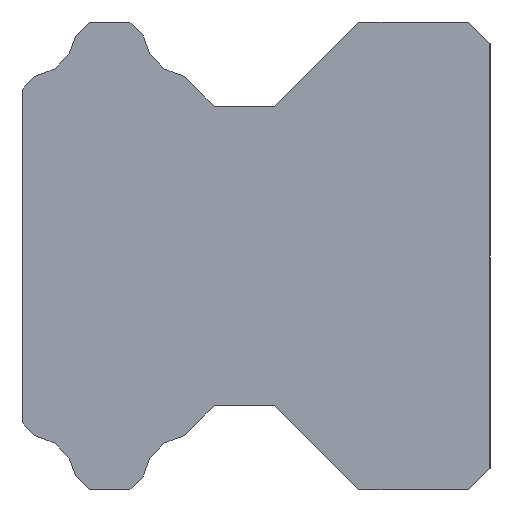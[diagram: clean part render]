
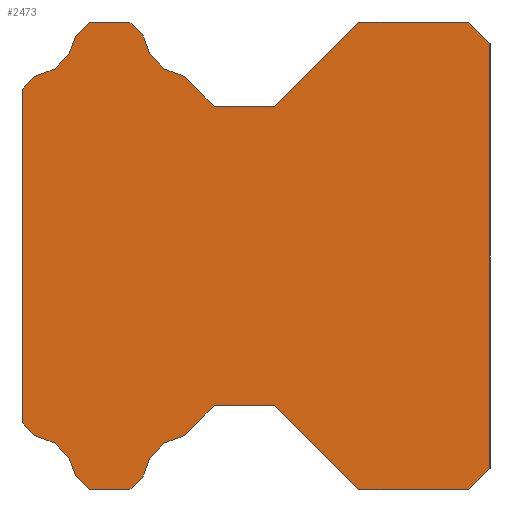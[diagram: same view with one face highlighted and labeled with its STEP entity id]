
A CAD part, left-side view. The second image highlights one B-rep face of the part: STEP entity #2473.
In plain terms, the highlighted planar face has unit normal (-1, 0, 0).
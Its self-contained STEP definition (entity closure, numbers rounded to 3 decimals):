
#20=CIRCLE('',#2641,1.56);
#72=CIRCLE('',#2705,1.56);
#74=CIRCLE('',#2711,1.56);
#126=CIRCLE('',#2767,1.56);
#552=ORIENTED_EDGE('',*,*,#876,.F.);
#553=ORIENTED_EDGE('',*,*,#1046,.T.);
#554=ORIENTED_EDGE('',*,*,#1043,.F.);
#555=ORIENTED_EDGE('',*,*,#1040,.F.);
#556=ORIENTED_EDGE('',*,*,#987,.F.);
#557=ORIENTED_EDGE('',*,*,#984,.T.);
#558=ORIENTED_EDGE('',*,*,#981,.F.);
#559=ORIENTED_EDGE('',*,*,#978,.F.);
#560=ORIENTED_EDGE('',*,*,#975,.F.);
#561=ORIENTED_EDGE('',*,*,#972,.T.);
#562=ORIENTED_EDGE('',*,*,#969,.F.);
#563=ORIENTED_EDGE('',*,*,#966,.F.);
#564=ORIENTED_EDGE('',*,*,#963,.F.);
#565=ORIENTED_EDGE('',*,*,#960,.F.);
#566=ORIENTED_EDGE('',*,*,#957,.F.);
#567=ORIENTED_EDGE('',*,*,#954,.F.);
#568=ORIENTED_EDGE('',*,*,#901,.F.);
#569=ORIENTED_EDGE('',*,*,#898,.F.);
#570=ORIENTED_EDGE('',*,*,#895,.F.);
#571=ORIENTED_EDGE('',*,*,#892,.F.);
#572=ORIENTED_EDGE('',*,*,#889,.F.);
#573=ORIENTED_EDGE('',*,*,#886,.T.);
#574=ORIENTED_EDGE('',*,*,#883,.F.);
#575=ORIENTED_EDGE('',*,*,#880,.F.);
#876=EDGE_CURVE('',#1148,#1149,#1396,.T.);
#880=EDGE_CURVE('',#1149,#1152,#1400,.T.);
#883=EDGE_CURVE('',#1152,#1154,#1403,.T.);
#886=EDGE_CURVE('',#1156,#1154,#20,.T.);
#889=EDGE_CURVE('',#1156,#1158,#1407,.T.);
#892=EDGE_CURVE('',#1158,#1160,#1410,.T.);
#895=EDGE_CURVE('',#1160,#1162,#1413,.T.);
#898=EDGE_CURVE('',#1162,#1164,#1416,.T.);
#901=EDGE_CURVE('',#1164,#1166,#1419,.T.);
#954=EDGE_CURVE('',#1166,#1218,#1422,.T.);
#957=EDGE_CURVE('',#1218,#1220,#1425,.T.);
#960=EDGE_CURVE('',#1220,#1222,#1428,.T.);
#963=EDGE_CURVE('',#1222,#1224,#1431,.T.);
#966=EDGE_CURVE('',#1224,#1226,#1434,.T.);
#969=EDGE_CURVE('',#1226,#1228,#1437,.T.);
#972=EDGE_CURVE('',#1230,#1228,#72,.T.);
#975=EDGE_CURVE('',#1230,#1232,#1441,.T.);
#978=EDGE_CURVE('',#1232,#1234,#1444,.T.);
#981=EDGE_CURVE('',#1234,#1236,#1447,.T.);
#984=EDGE_CURVE('',#1238,#1236,#74,.T.);
#987=EDGE_CURVE('',#1238,#1240,#1451,.T.);
#1040=EDGE_CURVE('',#1240,#1292,#1454,.T.);
#1043=EDGE_CURVE('',#1292,#1294,#1457,.T.);
#1046=EDGE_CURVE('',#1148,#1294,#126,.T.);
#1148=VERTEX_POINT('',#3858);
#1149=VERTEX_POINT('',#3859);
#1152=VERTEX_POINT('',#3867);
#1154=VERTEX_POINT('',#3873);
#1156=VERTEX_POINT('',#3879);
#1158=VERTEX_POINT('',#3885);
#1160=VERTEX_POINT('',#3891);
#1162=VERTEX_POINT('',#3897);
#1164=VERTEX_POINT('',#3903);
#1166=VERTEX_POINT('',#3909);
#1218=VERTEX_POINT('',#4015);
#1220=VERTEX_POINT('',#4021);
#1222=VERTEX_POINT('',#4027);
#1224=VERTEX_POINT('',#4033);
#1226=VERTEX_POINT('',#4039);
#1228=VERTEX_POINT('',#4045);
#1230=VERTEX_POINT('',#4051);
#1232=VERTEX_POINT('',#4057);
#1234=VERTEX_POINT('',#4063);
#1236=VERTEX_POINT('',#4069);
#1238=VERTEX_POINT('',#4075);
#1240=VERTEX_POINT('',#4081);
#1292=VERTEX_POINT('',#4187);
#1294=VERTEX_POINT('',#4193);
#1396=LINE('',#3857,#1460);
#1400=LINE('',#3866,#1464);
#1403=LINE('',#3872,#1467);
#1407=LINE('',#3884,#1471);
#1410=LINE('',#3890,#1474);
#1413=LINE('',#3896,#1477);
#1416=LINE('',#3902,#1480);
#1419=LINE('',#3908,#1483);
#1422=LINE('',#4014,#1486);
#1425=LINE('',#4020,#1489);
#1428=LINE('',#4026,#1492);
#1431=LINE('',#4032,#1495);
#1434=LINE('',#4038,#1498);
#1437=LINE('',#4044,#1501);
#1441=LINE('',#4056,#1505);
#1444=LINE('',#4062,#1508);
#1447=LINE('',#4068,#1511);
#1451=LINE('',#4080,#1515);
#1454=LINE('',#4186,#1518);
#1457=LINE('',#4192,#1521);
#1460=VECTOR('',#3025,1000.);
#1464=VECTOR('',#3031,1000.);
#1467=VECTOR('',#3036,1000.);
#1471=VECTOR('',#3048,1000.);
#1474=VECTOR('',#3053,1000.);
#1477=VECTOR('',#3058,1000.);
#1480=VECTOR('',#3063,1000.);
#1483=VECTOR('',#3068,1000.);
#1486=VECTOR('',#3173,1000.);
#1489=VECTOR('',#3178,1000.);
#1492=VECTOR('',#3183,1000.);
#1495=VECTOR('',#3188,1000.);
#1498=VECTOR('',#3193,1000.);
#1501=VECTOR('',#3198,1000.);
#1505=VECTOR('',#3210,1000.);
#1508=VECTOR('',#3215,1000.);
#1511=VECTOR('',#3220,1000.);
#1515=VECTOR('',#3232,1000.);
#1518=VECTOR('',#3337,1000.);
#1521=VECTOR('',#3342,1000.);
#1649=EDGE_LOOP('',(#552,#553,#554,#555,#556,#557,#558,#559,#560,#561,#562,
#563,#564,#565,#566,#567,#568,#569,#570,#571,#572,#573,#574,#575));
#2075=FACE_BOUND('',#1649,.T.);
#2397=PLANE('',#2770);
#2473=ADVANCED_FACE('',(#2075),#2397,.F.);
#2641=AXIS2_PLACEMENT_3D('',#3878,#3041,#3042);
#2705=AXIS2_PLACEMENT_3D('',#4050,#3203,#3204);
#2711=AXIS2_PLACEMENT_3D('',#4074,#3225,#3226);
#2767=AXIS2_PLACEMENT_3D('',#4198,#3347,#3348);
#2770=AXIS2_PLACEMENT_3D('',#4201,#3353,#3354);
#3025=DIRECTION('',(0.,-0.707,0.707));
#3031=DIRECTION('',(0.,-1.,0.));
#3036=DIRECTION('',(0.,-0.707,-0.707));
#3041=DIRECTION('',(1.,0.,0.));
#3042=DIRECTION('',(0.,0.,-1.));
#3048=DIRECTION('',(0.,-0.707,-0.707));
#3053=DIRECTION('',(0.,-1.,0.));
#3058=DIRECTION('',(0.,-0.707,0.707));
#3063=DIRECTION('',(0.,-1.,0.));
#3068=DIRECTION('',(0.,-0.707,-0.707));
#3173=DIRECTION('',(0.,0.,-1.));
#3178=DIRECTION('',(0.,0.707,-0.707));
#3183=DIRECTION('',(0.,1.,0.));
#3188=DIRECTION('',(0.,0.707,0.707));
#3193=DIRECTION('',(0.,1.,0.));
#3198=DIRECTION('',(0.,0.707,-0.707));
#3203=DIRECTION('',(1.,0.,0.));
#3204=DIRECTION('',(0.,0.,-1.));
#3210=DIRECTION('',(0.,0.707,-0.707));
#3215=DIRECTION('',(0.,1.,0.));
#3220=DIRECTION('',(0.,0.707,0.707));
#3225=DIRECTION('',(1.,0.,0.));
#3226=DIRECTION('',(0.,0.,-1.));
#3232=DIRECTION('',(0.,0.707,0.707));
#3337=DIRECTION('',(0.,0.,1.));
#3342=DIRECTION('',(0.,-0.707,0.707));
#3347=DIRECTION('',(1.,0.,0.));
#3348=DIRECTION('',(0.,0.,-1.));
#3353=DIRECTION('',(1.,0.,0.));
#3354=DIRECTION('',(0.,0.,-1.));
#3857=CARTESIAN_POINT('',(-30.,13.268,7.082));
#3858=CARTESIAN_POINT('',(-30.,13.268,7.082));
#3859=CARTESIAN_POINT('',(-30.,12.85,7.5));
#3866=CARTESIAN_POINT('',(-30.,12.85,7.5));
#3867=CARTESIAN_POINT('',(-30.,11.54,7.5));
#3872=CARTESIAN_POINT('',(-30.,11.54,7.5));
#3873=CARTESIAN_POINT('',(-30.,11.125,7.085));
#3878=CARTESIAN_POINT('',(-30.,9.58,7.3));
#3879=CARTESIAN_POINT('',(-30.,9.795,5.755));
#3884=CARTESIAN_POINT('',(-30.,9.795,5.755));
#3885=CARTESIAN_POINT('',(-30.,8.84,4.8));
#3890=CARTESIAN_POINT('',(-30.,8.84,4.8));
#3891=CARTESIAN_POINT('',(-30.,6.9,4.8));
#3896=CARTESIAN_POINT('',(-30.,6.9,4.8));
#3897=CARTESIAN_POINT('',(-30.,4.2,7.5));
#3902=CARTESIAN_POINT('',(-30.,4.2,7.5));
#3903=CARTESIAN_POINT('',(-30.,0.7,7.5));
#3908=CARTESIAN_POINT('',(-30.,0.7,7.5));
#3909=CARTESIAN_POINT('',(-30.,0.,6.8));
#4014=CARTESIAN_POINT('',(-30.,0.,6.8));
#4015=CARTESIAN_POINT('',(-30.,0.,-6.8));
#4020=CARTESIAN_POINT('',(-30.,0.,-6.8));
#4021=CARTESIAN_POINT('',(-30.,0.7,-7.5));
#4026=CARTESIAN_POINT('',(-30.,0.7,-7.5));
#4027=CARTESIAN_POINT('',(-30.,4.2,-7.5));
#4032=CARTESIAN_POINT('',(-30.,4.2,-7.5));
#4033=CARTESIAN_POINT('',(-30.,6.9,-4.8));
#4038=CARTESIAN_POINT('',(-30.,6.9,-4.8));
#4039=CARTESIAN_POINT('',(-30.,8.84,-4.8));
#4044=CARTESIAN_POINT('',(-30.,8.84,-4.8));
#4045=CARTESIAN_POINT('',(-30.,9.795,-5.755));
#4050=CARTESIAN_POINT('',(-30.,9.58,-7.3));
#4051=CARTESIAN_POINT('',(-30.,11.125,-7.085));
#4056=CARTESIAN_POINT('',(-30.,11.125,-7.085));
#4057=CARTESIAN_POINT('',(-30.,11.54,-7.5));
#4062=CARTESIAN_POINT('',(-30.,11.54,-7.5));
#4063=CARTESIAN_POINT('',(-30.,12.85,-7.5));
#4068=CARTESIAN_POINT('',(-30.,12.85,-7.5));
#4069=CARTESIAN_POINT('',(-30.,13.268,-7.082));
#4074=CARTESIAN_POINT('',(-30.,14.813,-7.3));
#4075=CARTESIAN_POINT('',(-30.,14.595,-5.755));
#4080=CARTESIAN_POINT('',(-30.,14.595,-5.755));
#4081=CARTESIAN_POINT('',(-30.,15.,-5.35));
#4186=CARTESIAN_POINT('',(-30.,15.,-5.35));
#4187=CARTESIAN_POINT('',(-30.,15.,5.35));
#4192=CARTESIAN_POINT('',(-30.,15.,5.35));
#4193=CARTESIAN_POINT('',(-30.,14.595,5.755));
#4198=CARTESIAN_POINT('',(-30.,14.813,7.3));
#4201=CARTESIAN_POINT('',(-30.,9.58,7.3));
